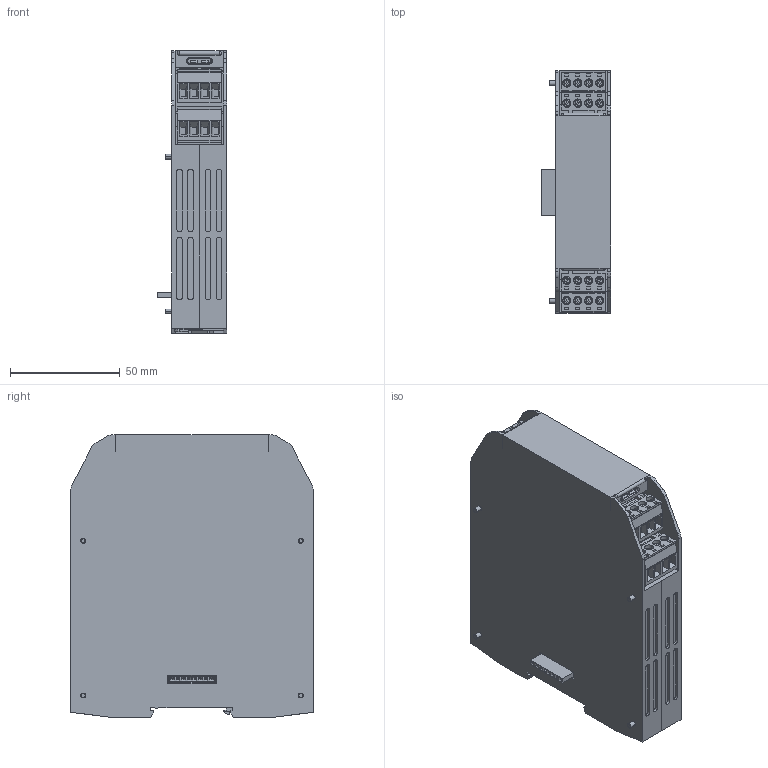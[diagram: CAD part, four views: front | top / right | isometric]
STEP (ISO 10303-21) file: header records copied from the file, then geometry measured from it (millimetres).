
FILE_DESCRIPTION((''),'2;1');
FILE_NAME('174026_SM01_ASM','2022-04-20T13:30:49',('PDMAdmin'),('BANNER ENGINEERING'),'CREO PARAMETRIC BY PTC INC, 2019292','CREO PARAMETRIC BY PTC INC, 2019292','');
FILE_SCHEMA(('CONFIG_CONTROL_DESIGN'));
Products named in the file (2): 174026_EP01; 174026_SM01_ASM
Assembly tree (1 placements, depth 2):
  174026_SM01_ASM
    174026_EP01
Bounding box: 31.65 x 110.16 x 128.35 mm (x, y, z)
Volume: 320837.7 mm3; surface area: 58667.3 mm2
Topology: 1 solids, 1 shells, 2180 faces, 6020 edges, 3919 vertices
Faces by surface type: plane 1750, cylinder 324, torus 60, cone 42, sphere 4
Entity records: 70185 total; most frequent: CARTESIAN_POINT 13990, ORIENTED_EDGE 12032, DIRECTION 11122, EDGE_CURVE 6016, VECTOR 4900, LINE 4900, VERTEX_POINT 3919, AXIS2_PLACEMENT_3D 3111
